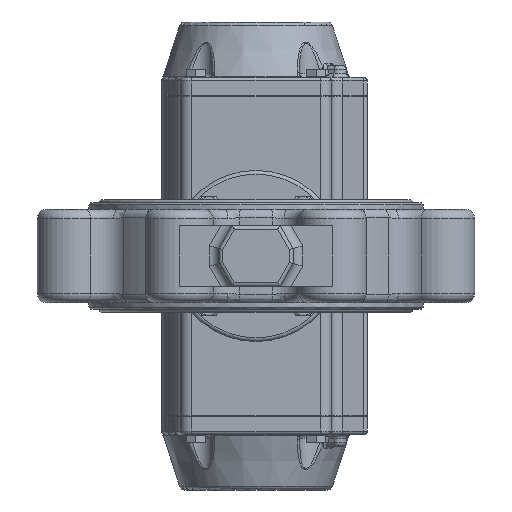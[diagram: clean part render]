
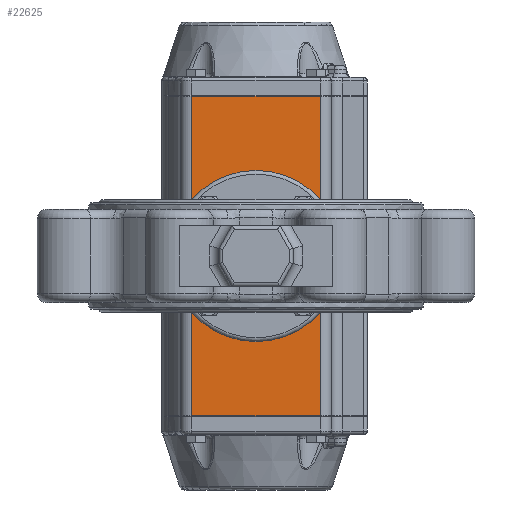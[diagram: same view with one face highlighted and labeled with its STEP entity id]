
A CAD part, front view. The second image highlights one B-rep face of the part: STEP entity #22625.
In plain terms, the highlighted planar face has unit normal (0, -1, 0).
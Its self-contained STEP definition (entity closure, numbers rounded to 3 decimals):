
#2925=LINE('',#51385,#4231);
#2926=LINE('',#51389,#4232);
#2927=LINE('',#51391,#4233);
#2928=LINE('',#51393,#4234);
#4231=VECTOR('',#31541,1000.);
#4232=VECTOR('',#31546,1000.);
#4233=VECTOR('',#31547,1000.);
#4234=VECTOR('',#31548,1000.);
#10307=ORIENTED_EDGE('',*,*,#13857,.F.);
#10308=ORIENTED_EDGE('',*,*,#13859,.T.);
#10309=ORIENTED_EDGE('',*,*,#13860,.T.);
#10310=ORIENTED_EDGE('',*,*,#13861,.T.);
#10311=ORIENTED_EDGE('',*,*,#13154,.T.);
#10312=ORIENTED_EDGE('',*,*,#13153,.F.);
#10313=ORIENTED_EDGE('',*,*,#13151,.F.);
#10314=ORIENTED_EDGE('',*,*,#13149,.F.);
#10315=ORIENTED_EDGE('',*,*,#13147,.F.);
#10316=ORIENTED_EDGE('',*,*,#13145,.F.);
#10317=ORIENTED_EDGE('',*,*,#13143,.F.);
#10318=ORIENTED_EDGE('',*,*,#13141,.F.);
#10319=ORIENTED_EDGE('',*,*,#13139,.F.);
#13139=EDGE_CURVE('',#15597,#15597,#17049,.T.);
#13141=EDGE_CURVE('',#15600,#15600,#17051,.T.);
#13143=EDGE_CURVE('',#15603,#15603,#17053,.T.);
#13145=EDGE_CURVE('',#15606,#15606,#17055,.T.);
#13147=EDGE_CURVE('',#15609,#15609,#17057,.T.);
#13149=EDGE_CURVE('',#15612,#15612,#17059,.T.);
#13151=EDGE_CURVE('',#15615,#15615,#17061,.T.);
#13153=EDGE_CURVE('',#15618,#15618,#17063,.T.);
#13154=EDGE_CURVE('',#15619,#15619,#17064,.T.);
#13857=EDGE_CURVE('',#16078,#16079,#2925,.T.);
#13859=EDGE_CURVE('',#16078,#16080,#2926,.T.);
#13860=EDGE_CURVE('',#16080,#16081,#2927,.T.);
#13861=EDGE_CURVE('',#16081,#16079,#2928,.T.);
#15597=VERTEX_POINT('',#45180);
#15600=VERTEX_POINT('',#45187);
#15603=VERTEX_POINT('',#45194);
#15606=VERTEX_POINT('',#45201);
#15609=VERTEX_POINT('',#45208);
#15612=VERTEX_POINT('',#45215);
#15615=VERTEX_POINT('',#45222);
#15618=VERTEX_POINT('',#45229);
#15619=VERTEX_POINT('',#45232);
#16078=VERTEX_POINT('',#51384);
#16079=VERTEX_POINT('',#51386);
#16080=VERTEX_POINT('',#51390);
#16081=VERTEX_POINT('',#51392);
#17049=CIRCLE('',#24919,2.5);
#17051=CIRCLE('',#24923,2.5);
#17053=CIRCLE('',#24927,2.5);
#17055=CIRCLE('',#24931,2.5);
#17057=CIRCLE('',#24935,3.4);
#17059=CIRCLE('',#24939,3.4);
#17061=CIRCLE('',#24943,3.4);
#17063=CIRCLE('',#24947,3.4);
#17064=CIRCLE('',#24949,20.5);
#19001=EDGE_LOOP('',(#10307,#10308,#10309,#10310));
#19002=EDGE_LOOP('',(#10311));
#19003=EDGE_LOOP('',(#10312));
#19004=EDGE_LOOP('',(#10313));
#19005=EDGE_LOOP('',(#10314));
#19006=EDGE_LOOP('',(#10315));
#19007=EDGE_LOOP('',(#10316));
#19008=EDGE_LOOP('',(#10317));
#19009=EDGE_LOOP('',(#10318));
#19010=EDGE_LOOP('',(#10319));
#20729=FACE_BOUND('',#19001,.T.);
#20730=FACE_BOUND('',#19002,.T.);
#20731=FACE_BOUND('',#19003,.T.);
#20732=FACE_BOUND('',#19004,.T.);
#20733=FACE_BOUND('',#19005,.T.);
#20734=FACE_BOUND('',#19006,.T.);
#20735=FACE_BOUND('',#19007,.T.);
#20736=FACE_BOUND('',#19008,.T.);
#20737=FACE_BOUND('',#19009,.T.);
#20738=FACE_BOUND('',#19010,.T.);
#21277=PLANE('',#25497);
#22625=ADVANCED_FACE('',(#20729,#20730,#20731,#20732,#20733,#20734,#20735,
#20736,#20737,#20738),#21277,.F.);
#24919=AXIS2_PLACEMENT_3D('',#45179,#30164,#30165);
#24923=AXIS2_PLACEMENT_3D('',#45186,#30172,#30173);
#24927=AXIS2_PLACEMENT_3D('',#45193,#30180,#30181);
#24931=AXIS2_PLACEMENT_3D('',#45200,#30188,#30189);
#24935=AXIS2_PLACEMENT_3D('',#45207,#30196,#30197);
#24939=AXIS2_PLACEMENT_3D('',#45214,#30204,#30205);
#24943=AXIS2_PLACEMENT_3D('',#45221,#30212,#30213);
#24947=AXIS2_PLACEMENT_3D('',#45228,#30220,#30221);
#24949=AXIS2_PLACEMENT_3D('',#45231,#30224,#30225);
#25497=AXIS2_PLACEMENT_3D('',#51388,#31544,#31545);
#30164=DIRECTION('',(0.,-1.,0.));
#30165=DIRECTION('',(0.,0.,-1.));
#30172=DIRECTION('',(0.,-1.,0.));
#30173=DIRECTION('',(0.,0.,-1.));
#30180=DIRECTION('',(0.,-1.,0.));
#30181=DIRECTION('',(0.,0.,-1.));
#30188=DIRECTION('',(0.,-1.,0.));
#30189=DIRECTION('',(0.,0.,-1.));
#30196=DIRECTION('',(0.,-1.,0.));
#30197=DIRECTION('',(0.,0.,-1.));
#30204=DIRECTION('',(0.,-1.,0.));
#30205=DIRECTION('',(0.,0.,-1.));
#30212=DIRECTION('',(0.,-1.,0.));
#30213=DIRECTION('',(0.,0.,-1.));
#30220=DIRECTION('',(0.,-1.,0.));
#30221=DIRECTION('',(0.,0.,-1.));
#30224=DIRECTION('',(0.,1.,0.));
#30225=DIRECTION('',(-1.,0.,0.));
#31541=DIRECTION('',(0.,0.,-1.));
#31544=DIRECTION('',(0.,1.,0.));
#31545=DIRECTION('',(1.,0.,0.));
#31546=DIRECTION('',(-1.,0.,0.));
#31547=DIRECTION('',(0.,0.,-1.));
#31548=DIRECTION('',(1.,0.,0.));
#45179=CARTESIAN_POINT('',(-17.678,-58.,-17.678));
#45180=CARTESIAN_POINT('',(-17.678,-58.,-20.178));
#45186=CARTESIAN_POINT('',(17.678,-58.,-17.678));
#45187=CARTESIAN_POINT('',(17.678,-58.,-20.178));
#45193=CARTESIAN_POINT('',(17.678,-58.,17.678));
#45194=CARTESIAN_POINT('',(17.678,-58.,15.178));
#45200=CARTESIAN_POINT('',(-17.678,-58.,17.678));
#45201=CARTESIAN_POINT('',(-17.678,-58.,15.178));
#45207=CARTESIAN_POINT('',(-24.749,-58.,-24.749));
#45208=CARTESIAN_POINT('',(-24.749,-58.,-28.149));
#45214=CARTESIAN_POINT('',(24.749,-58.,-24.749));
#45215=CARTESIAN_POINT('',(24.749,-58.,-28.149));
#45221=CARTESIAN_POINT('',(24.749,-58.,24.749));
#45222=CARTESIAN_POINT('',(24.749,-58.,21.349));
#45228=CARTESIAN_POINT('',(-24.749,-58.,24.749));
#45229=CARTESIAN_POINT('',(-24.749,-58.,21.349));
#45231=CARTESIAN_POINT('',(0.,-58.,0.));
#45232=CARTESIAN_POINT('',(-20.5,-58.,0.));
#51384=CARTESIAN_POINT('',(33.75,-58.,84.));
#51385=CARTESIAN_POINT('',(33.75,-58.,84.5));
#51386=CARTESIAN_POINT('',(33.75,-58.,-84.));
#51388=CARTESIAN_POINT('',(33.75,-58.,84.5));
#51389=CARTESIAN_POINT('',(-33.75,-58.,84.));
#51390=CARTESIAN_POINT('',(-33.75,-58.,84.));
#51391=CARTESIAN_POINT('',(-33.75,-58.,84.5));
#51392=CARTESIAN_POINT('',(-33.75,-58.,-84.));
#51393=CARTESIAN_POINT('',(33.75,-58.,-84.));
